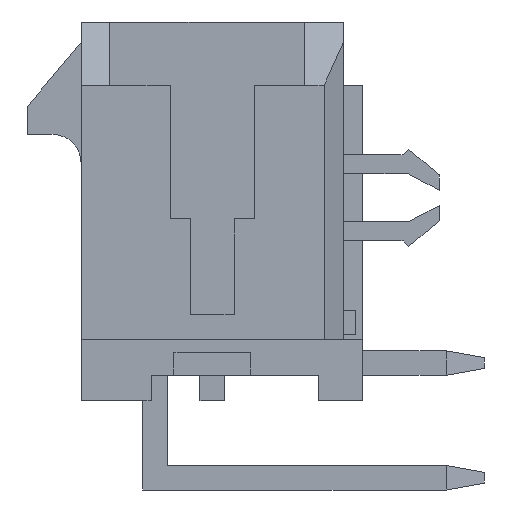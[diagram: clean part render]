
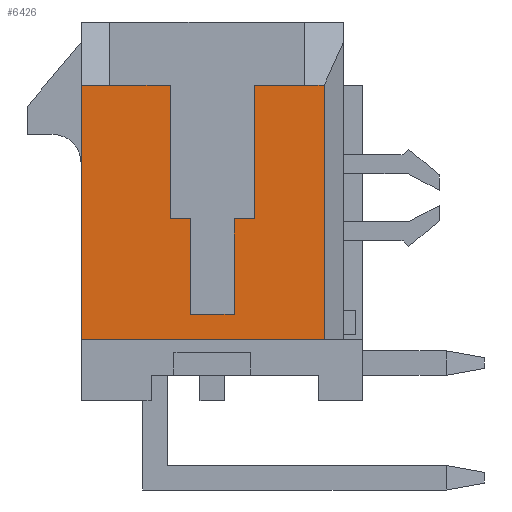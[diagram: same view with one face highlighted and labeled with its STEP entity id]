
A CAD part, left-side view. The second image highlights one B-rep face of the part: STEP entity #6426.
In plain terms, the highlighted planar face has unit normal (-1, 0, 0).
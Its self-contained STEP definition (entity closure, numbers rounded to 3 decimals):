
#1=DIRECTION('',(0.,0.,-1.));
#2=VECTOR('',#1,3.5);
#3=CARTESIAN_POINT('',(-9.325,-1.1,3.305));
#4=LINE('',#3,#2);
#5=DIRECTION('',(0.,1.,0.));
#6=VECTOR('',#5,1.31);
#7=CARTESIAN_POINT('',(-9.325,-2.41,3.305));
#8=LINE('',#7,#6);
#9=DIRECTION('',(0.,-1.,0.));
#10=VECTOR('',#9,0.52);
#11=CARTESIAN_POINT('',(-9.325,-2.41,3.305));
#12=LINE('',#11,#10);
#13=DIRECTION('',(0.,0.,-1.));
#14=VECTOR('',#13,6.66);
#15=CARTESIAN_POINT('',(-9.325,-2.93,3.305));
#16=LINE('',#15,#14);
#17=DIRECTION('',(0.,1.,0.));
#18=VECTOR('',#17,6.36);
#19=CARTESIAN_POINT('',(-9.325,-2.93,-3.355));
#20=LINE('',#19,#18);
#21=DIRECTION('',(0.,0.,1.));
#22=VECTOR('',#21,6.66);
#23=CARTESIAN_POINT('',(-9.325,3.43,-3.355));
#24=LINE('',#23,#22);
#25=DIRECTION('',(0.,-1.,0.));
#26=VECTOR('',#25,0.75);
#27=CARTESIAN_POINT('',(-9.325,3.43,3.305));
#28=LINE('',#27,#26);
#29=DIRECTION('',(0.,1.,0.));
#30=VECTOR('',#29,1.58);
#31=CARTESIAN_POINT('',(-9.325,1.1,3.305));
#32=LINE('',#31,#30);
#33=DIRECTION('',(0.,0.,-1.));
#34=VECTOR('',#33,3.5);
#35=CARTESIAN_POINT('',(-9.325,1.1,3.305));
#36=LINE('',#35,#34);
#37=DIRECTION('',(0.,1.,0.));
#38=VECTOR('',#37,0.525);
#39=CARTESIAN_POINT('',(-9.325,0.575,-0.195));
#40=LINE('',#39,#38);
#41=DIRECTION('',(0.,0.,1.));
#42=VECTOR('',#41,2.5);
#43=CARTESIAN_POINT('',(-9.325,0.575,-2.695));
#44=LINE('',#43,#42);
#45=DIRECTION('',(0.,1.,0.));
#46=VECTOR('',#45,1.15);
#47=CARTESIAN_POINT('',(-9.325,-0.575,-2.695));
#48=LINE('',#47,#46);
#49=DIRECTION('',(0.,0.,-1.));
#50=VECTOR('',#49,2.5);
#51=CARTESIAN_POINT('',(-9.325,-0.575,-0.195));
#52=LINE('',#51,#50);
#53=DIRECTION('',(0.,1.,0.));
#54=VECTOR('',#53,0.525);
#55=CARTESIAN_POINT('',(-9.325,-1.1,-0.195));
#56=LINE('',#55,#54);
#4880=CARTESIAN_POINT('',(-9.325,3.43,3.305));
#4882=VERTEX_POINT('',#4880);
#4927=CARTESIAN_POINT('',(-9.325,2.68,3.305));
#4928=VERTEX_POINT('',#4927);
#4929=CARTESIAN_POINT('',(-9.325,-2.41,3.305));
#4930=VERTEX_POINT('',#4929);
#4931=CARTESIAN_POINT('',(-9.325,-2.93,3.305));
#4932=VERTEX_POINT('',#4931);
#5093=CARTESIAN_POINT('',(-9.325,-1.1,3.305));
#5094=CARTESIAN_POINT('',(-9.325,-1.1,-0.195));
#5095=VERTEX_POINT('',#5093);
#5096=VERTEX_POINT('',#5094);
#5097=CARTESIAN_POINT('',(-9.325,-0.575,-0.195));
#5098=VERTEX_POINT('',#5097);
#5099=CARTESIAN_POINT('',(-9.325,-0.575,-2.695));
#5100=VERTEX_POINT('',#5099);
#5101=CARTESIAN_POINT('',(-9.325,0.575,-2.695));
#5102=VERTEX_POINT('',#5101);
#5103=CARTESIAN_POINT('',(-9.325,0.575,-0.195));
#5104=VERTEX_POINT('',#5103);
#5105=CARTESIAN_POINT('',(-9.325,1.1,-0.195));
#5106=VERTEX_POINT('',#5105);
#5107=CARTESIAN_POINT('',(-9.325,1.1,3.305));
#5108=VERTEX_POINT('',#5107);
#5947=CARTESIAN_POINT('',(-9.325,3.43,-3.355));
#5948=VERTEX_POINT('',#5947);
#5949=CARTESIAN_POINT('',(-9.325,-2.93,-3.355));
#5950=VERTEX_POINT('',#5949);
#6391=CARTESIAN_POINT('',(-9.325,0.,0.));
#6392=DIRECTION('',(1.,0.,0.));
#6393=DIRECTION('',(0.,0.,-1.));
#6394=AXIS2_PLACEMENT_3D('',#6391,#6392,#6393);
#6395=PLANE('',#6394);
#6397=ORIENTED_EDGE('',*,*,#6396,.F.);
#6399=ORIENTED_EDGE('',*,*,#6398,.F.);
#6401=ORIENTED_EDGE('',*,*,#6400,.T.);
#6403=ORIENTED_EDGE('',*,*,#6402,.T.);
#6405=ORIENTED_EDGE('',*,*,#6404,.T.);
#6407=ORIENTED_EDGE('',*,*,#6406,.T.);
#6409=ORIENTED_EDGE('',*,*,#6408,.T.);
#6411=ORIENTED_EDGE('',*,*,#6410,.F.);
#6413=ORIENTED_EDGE('',*,*,#6412,.T.);
#6415=ORIENTED_EDGE('',*,*,#6414,.F.);
#6417=ORIENTED_EDGE('',*,*,#6416,.F.);
#6419=ORIENTED_EDGE('',*,*,#6418,.F.);
#6421=ORIENTED_EDGE('',*,*,#6420,.F.);
#6423=ORIENTED_EDGE('',*,*,#6422,.F.);
#6424=EDGE_LOOP('',(#6397,#6399,#6401,#6403,#6405,#6407,#6409,#6411,#6413,#6415,
#6417,#6419,#6421,#6423));
#6425=FACE_OUTER_BOUND('',#6424,.F.);
#6426=ADVANCED_FACE('',(#6425),#6395,.F.);
#6396=EDGE_CURVE('',#5095,#5096,#4,.T.);
#6398=EDGE_CURVE('',#4930,#5095,#8,.T.);
#6400=EDGE_CURVE('',#4930,#4932,#12,.T.);
#6402=EDGE_CURVE('',#4932,#5950,#16,.T.);
#6404=EDGE_CURVE('',#5950,#5948,#20,.T.);
#6406=EDGE_CURVE('',#5948,#4882,#24,.T.);
#6408=EDGE_CURVE('',#4882,#4928,#28,.T.);
#6410=EDGE_CURVE('',#5108,#4928,#32,.T.);
#6412=EDGE_CURVE('',#5108,#5106,#36,.T.);
#6414=EDGE_CURVE('',#5104,#5106,#40,.T.);
#6416=EDGE_CURVE('',#5102,#5104,#44,.T.);
#6418=EDGE_CURVE('',#5100,#5102,#48,.T.);
#6420=EDGE_CURVE('',#5098,#5100,#52,.T.);
#6422=EDGE_CURVE('',#5096,#5098,#56,.T.);
